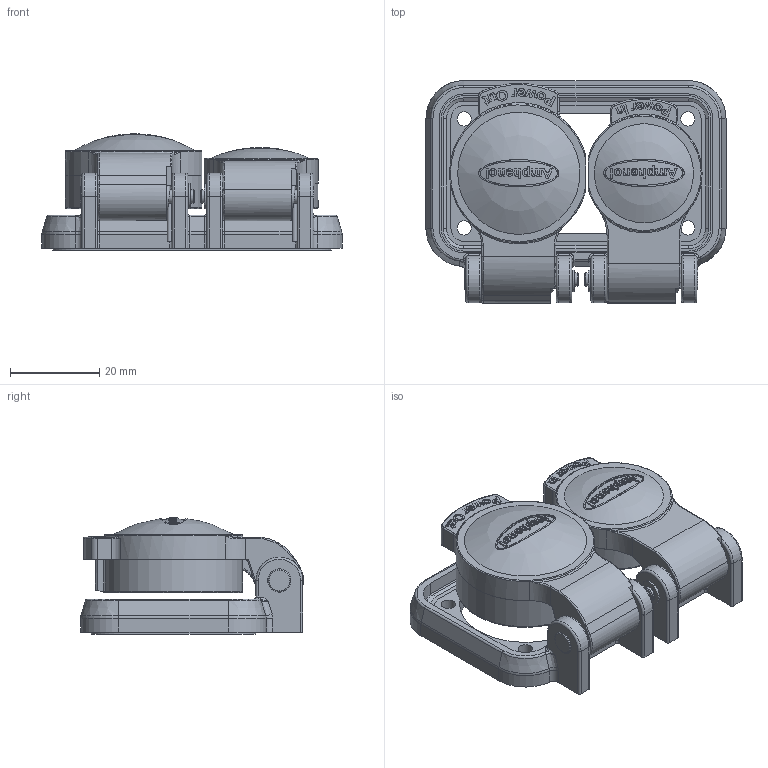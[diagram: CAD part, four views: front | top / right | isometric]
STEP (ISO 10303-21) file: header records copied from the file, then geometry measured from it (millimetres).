
FILE_DESCRIPTION(/* description */ (''),/* implementation_level */ '2;1');
FILE_NAME(/* name */ 'HPT-CAPSD.stp',/* time_stamp */ '2019-07-26T16:08:06+10:00',/* author */ ('thien'),/* organization */ (''),/* preprocessor_version */ 'ST-DEVELOPER v17',/* originating_system */ 'Autodesk Inventor 2018',/* authorisation */ '');
FILE_SCHEMA (('CONFIG_CONTROL_DESIGN'));
Length unit declared in the file: millimetre
Products named in the file (13): HPT-CAPSD; 50830009-534; 50250032-840; Cap 50250031-830; rubber inlet ul; 52260004-730; 53570003-730; 50750007-830; 50750004-830; 52590070-730; 50250033-840; cap 50250033-840; seal outlet final_impact
Assembly tree (15 placements, depth 3):
  HPT-CAPSD
    50830009-534
    50250032-840
      Cap 50250031-830
      rubber inlet ul
    52260004-730  x2
    53570003-730  x2
    50750007-830
    50750004-830
    52590070-730  x2
    50250033-840
      cap 50250033-840
      seal outlet final_impact
Bounding box: 67.15 x 49.87 x 26 mm (x, y, z)
Volume: 26307.5 mm3; surface area: 26084.9 mm2
Topology: 13 solids, 13 shells, 1188 faces, 3185 edges, 2101 vertices
Faces by surface type: plane 483, cylinder 315, bspline 245, torus 78, sphere 37, cone 30
Full cylindrical faces by diameter (mm): 0.672 x1, 0.747 x1, 0.762 x1, 0.846 x1, 1 x4, 2.3 x2, 3 x4, 3.15 x4, 3.2 x6, 5 x2, 5.2 x2, 22.18 x1, 23.4 x3, 28.3 x1, 28.4 x2
Entity records: 48397 total; most frequent: CARTESIAN_POINT 19507, ORIENTED_EDGE 6160, DIRECTION 5102, EDGE_CURVE 3080, VERTEX_POINT 2043, AXIS2_PLACEMENT_3D 1830, LINE 1442, VECTOR 1442
